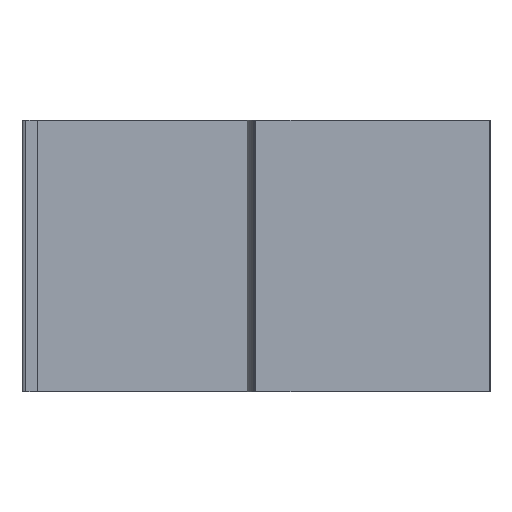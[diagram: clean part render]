
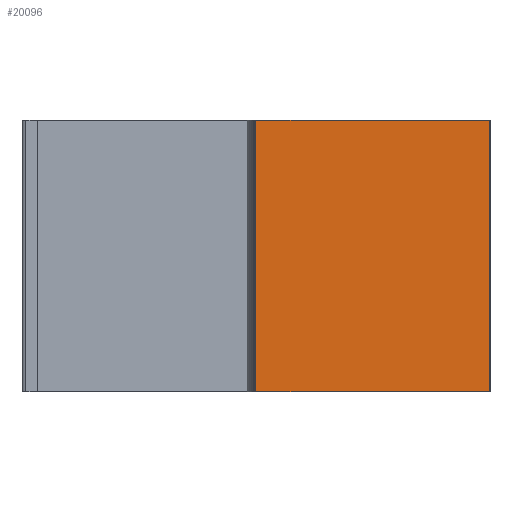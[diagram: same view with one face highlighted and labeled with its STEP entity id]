
A CAD part, left-side view. The second image highlights one B-rep face of the part: STEP entity #20096.
In plain terms, the highlighted planar face has unit normal (-1, 0, 0).
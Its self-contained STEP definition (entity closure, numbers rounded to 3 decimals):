
#732 = CARTESIAN_POINT ( 'NONE',  ( -34., 157.7, -100. ) ) ;
#1526 = PLANE ( 'NONE',  #14375 ) ;
#1915 = EDGE_LOOP ( 'NONE', ( #8713, #8634, #14170, #24621 ) ) ;
#1985 = DIRECTION ( 'NONE',  ( 0., -1., 0. ) ) ;
#2369 = CARTESIAN_POINT ( 'NONE',  ( -34., 157.7, 100. ) ) ;
#2403 = CARTESIAN_POINT ( 'NONE',  ( -34., -14.7, 100. ) ) ;
#2753 = LINE ( 'NONE', #2369, #9422 ) ;
#3338 = CARTESIAN_POINT ( 'NONE',  ( -34., 158., 100. ) ) ;
#4490 = EDGE_CURVE ( 'NONE', #24302, #21458, #12407, .T. ) ;
#5752 = FACE_OUTER_BOUND ( 'NONE', #1915, .T. ) ;
#6419 = VECTOR ( 'NONE', #9231, 1000. ) ;
#7340 = CARTESIAN_POINT ( 'NONE',  ( -34., -14.7, -100. ) ) ;
#7555 = DIRECTION ( 'NONE',  ( 0., 1., 0. ) ) ;
#8261 = DIRECTION ( 'NONE',  ( 0., 0., -1. ) ) ;
#8634 = ORIENTED_EDGE ( 'NONE', *, *, #4490, .T. ) ;
#8713 = ORIENTED_EDGE ( 'NONE', *, *, #16259, .T. ) ;
#9231 = DIRECTION ( 'NONE',  ( 0., -1., 0. ) ) ;
#9422 = VECTOR ( 'NONE', #8261, 1000. ) ;
#10346 = CARTESIAN_POINT ( 'NONE',  ( -34., -14.7, 100. ) ) ;
#12214 = CARTESIAN_POINT ( 'NONE',  ( -34., 158., -100. ) ) ;
#12407 = LINE ( 'NONE', #10346, #15546 ) ;
#12631 = EDGE_CURVE ( 'NONE', #23429, #21458, #12966, .T. ) ;
#12966 = LINE ( 'NONE', #3338, #6419 ) ;
#14170 = ORIENTED_EDGE ( 'NONE', *, *, #12631, .F. ) ;
#14375 = AXIS2_PLACEMENT_3D ( 'NONE', #15385, #15120, #7555 ) ;
#15120 = DIRECTION ( 'NONE',  ( 1., 0., 0. ) ) ;
#15385 = CARTESIAN_POINT ( 'NONE',  ( -34., 158., 100. ) ) ;
#15546 = VECTOR ( 'NONE', #16278, 1000. ) ;
#16259 = EDGE_CURVE ( 'NONE', #21549, #24302, #21738, .T. ) ;
#16278 = DIRECTION ( 'NONE',  ( 0., 0., 1. ) ) ;
#19129 = EDGE_CURVE ( 'NONE', #23429, #21549, #2753, .T. ) ;
#20096 = ADVANCED_FACE ( 'NONE', ( #5752 ), #1526, .F. ) ;
#20824 = VECTOR ( 'NONE', #1985, 1000. ) ;
#21132 = CARTESIAN_POINT ( 'NONE',  ( -34., 157.7, 100. ) ) ;
#21458 = VERTEX_POINT ( 'NONE', #2403 ) ;
#21549 = VERTEX_POINT ( 'NONE', #732 ) ;
#21738 = LINE ( 'NONE', #12214, #20824 ) ;
#23429 = VERTEX_POINT ( 'NONE', #21132 ) ;
#24302 = VERTEX_POINT ( 'NONE', #7340 ) ;
#24621 = ORIENTED_EDGE ( 'NONE', *, *, #19129, .T. ) ;
